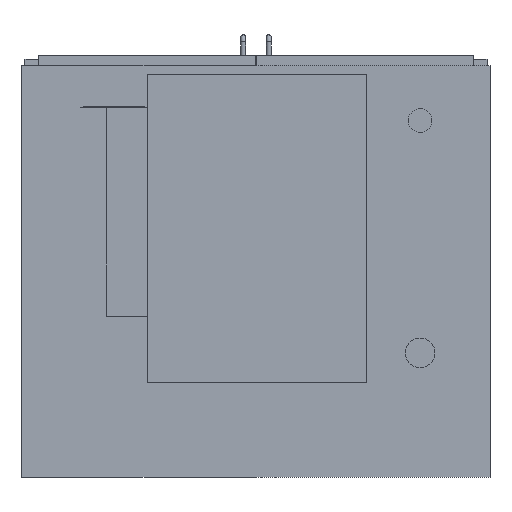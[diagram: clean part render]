
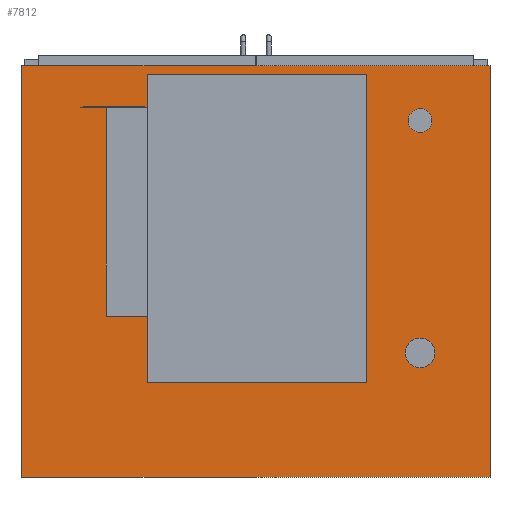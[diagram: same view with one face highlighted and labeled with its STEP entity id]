
A CAD part, front view. The second image highlights one B-rep face of the part: STEP entity #7812.
In plain terms, the highlighted planar face has unit normal (0, -1, 0).
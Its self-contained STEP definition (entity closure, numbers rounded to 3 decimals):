
#134=FACE_BOUND('',#1082,.T.);
#135=FACE_BOUND('',#1083,.T.);
#166=PLANE('',#8377);
#591=FACE_OUTER_BOUND('',#1081,.T.);
#1081=EDGE_LOOP('',(#5566,#5567,#5568,#5569));
#1082=EDGE_LOOP('',(#5570));
#1083=EDGE_LOOP('',(#5571));
#1595=LINE('',#11233,#2587);
#1597=LINE('',#11237,#2589);
#1599=LINE('',#11241,#2591);
#1601=LINE('',#11244,#2593);
#2587=VECTOR('',#9019,10.);
#2589=VECTOR('',#9023,10.);
#2591=VECTOR('',#9027,10.);
#2593=VECTOR('',#9031,10.);
#3561=CIRCLE('',#8361,20.);
#3563=CIRCLE('',#8365,25.);
#3665=VERTEX_POINT('',#11184);
#3667=VERTEX_POINT('',#11191);
#3680=VERTEX_POINT('',#11230);
#3681=VERTEX_POINT('',#11232);
#3682=VERTEX_POINT('',#11236);
#3683=VERTEX_POINT('',#11240);
#4402=EDGE_CURVE('',#3665,#3665,#3561,.T.);
#4405=EDGE_CURVE('',#3667,#3667,#3563,.T.);
#4423=EDGE_CURVE('',#3681,#3680,#1595,.T.);
#4425=EDGE_CURVE('',#3682,#3681,#1597,.T.);
#4427=EDGE_CURVE('',#3683,#3682,#1599,.T.);
#4429=EDGE_CURVE('',#3680,#3683,#1601,.T.);
#5566=ORIENTED_EDGE('',*,*,#4429,.T.);
#5567=ORIENTED_EDGE('',*,*,#4427,.T.);
#5568=ORIENTED_EDGE('',*,*,#4425,.T.);
#5569=ORIENTED_EDGE('',*,*,#4423,.T.);
#5570=ORIENTED_EDGE('',*,*,#4402,.T.);
#5571=ORIENTED_EDGE('',*,*,#4405,.T.);
#7812=ADVANCED_FACE('',(#591,#134,#135),#166,.T.);
#8361=AXIS2_PLACEMENT_3D('',#11186,#8975,#8976);
#8365=AXIS2_PLACEMENT_3D('',#11193,#8984,#8985);
#8377=AXIS2_PLACEMENT_3D('',#11245,#9032,#9033);
#8975=DIRECTION('center_axis',(0.,1.,0.));
#8976=DIRECTION('ref_axis',(1.,0.,0.));
#8984=DIRECTION('center_axis',(0.,1.,0.));
#8985=DIRECTION('ref_axis',(1.,0.,0.));
#9019=DIRECTION('',(0.,0.,-1.));
#9023=DIRECTION('',(-1.,0.,0.));
#9027=DIRECTION('',(0.,0.,1.));
#9031=DIRECTION('',(1.,0.,0.));
#9032=DIRECTION('center_axis',(0.,-1.,0.));
#9033=DIRECTION('ref_axis',(0.,0.,-1.));
#11184=CARTESIAN_POINT('',(257.,-370.,254.5));
#11186=CARTESIAN_POINT('Origin',(277.,-370.,254.5));
#11191=CARTESIAN_POINT('',(252.,-370.,-137.5));
#11193=CARTESIAN_POINT('Origin',(277.,-370.,-137.5));
#11230=CARTESIAN_POINT('',(-395.,-370.,-347.5));
#11232=CARTESIAN_POINT('',(-395.,-370.,347.5));
#11233=CARTESIAN_POINT('',(-395.,-370.,-347.5));
#11236=CARTESIAN_POINT('',(395.,-370.,347.5));
#11237=CARTESIAN_POINT('',(-395.,-370.,347.5));
#11240=CARTESIAN_POINT('',(395.,-370.,-347.5));
#11241=CARTESIAN_POINT('',(395.,-370.,347.5));
#11244=CARTESIAN_POINT('',(395.,-370.,-347.5));
#11245=CARTESIAN_POINT('Origin',(0.,-370.,0.));
